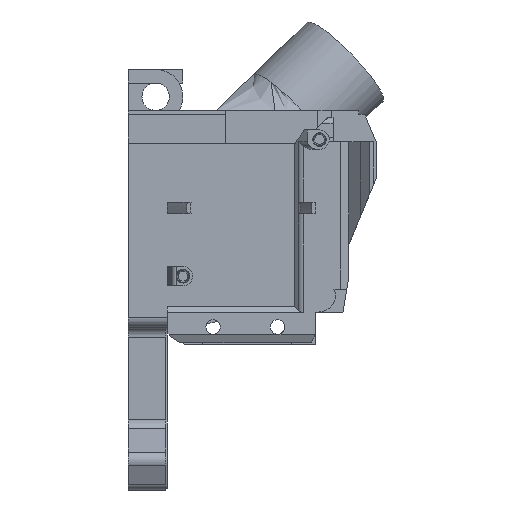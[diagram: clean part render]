
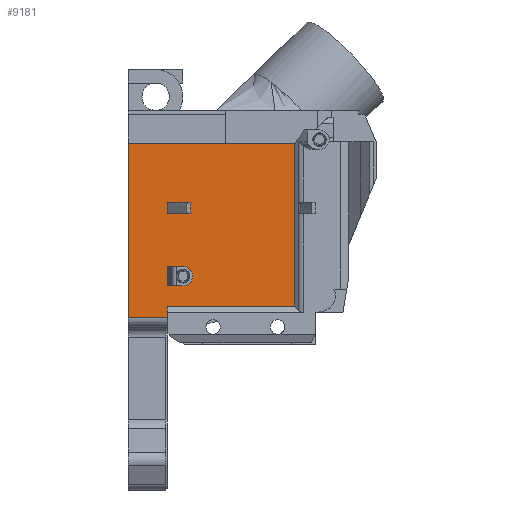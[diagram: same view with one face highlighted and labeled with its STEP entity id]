
A CAD part, left-side view. The second image highlights one B-rep face of the part: STEP entity #9181.
In plain terms, the highlighted planar face has unit normal (-1, 0, 0).
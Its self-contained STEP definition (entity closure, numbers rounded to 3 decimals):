
#72=FACE_BOUND('',#1426,.T.);
#73=FACE_BOUND('',#1427,.T.);
#436=PLANE('',#9941);
#911=FACE_OUTER_BOUND('',#1425,.T.);
#1425=EDGE_LOOP('',(#8231,#8232,#8233,#8234,#8235,#8236));
#1426=EDGE_LOOP('',(#8237,#8238,#8239,#8240));
#1427=EDGE_LOOP('',(#8241,#8242,#8243,#8244));
#1725=CIRCLE('',#9816,2.5);
#1726=CIRCLE('',#9820,15.5);
#1727=CIRCLE('',#9823,21.5);
#2560=LINE('',#17499,#3482);
#2564=LINE('',#17508,#3486);
#2566=LINE('',#17511,#3488);
#2569=LINE('',#17520,#3491);
#2570=LINE('',#17531,#3492);
#2571=LINE('',#17535,#3493);
#2574=LINE('',#17540,#3496);
#2632=LINE('',#17682,#3554);
#2709=LINE('',#17887,#3631);
#2710=LINE('',#17890,#3632);
#2711=LINE('',#17891,#3633);
#3482=VECTOR('',#11811,10.);
#3486=VECTOR('',#11821,10.);
#3488=VECTOR('',#11825,10.);
#3491=VECTOR('',#11834,10.);
#3492=VECTOR('',#11841,10.);
#3493=VECTOR('',#11844,10.);
#3496=VECTOR('',#11849,10.);
#3554=VECTOR('',#12003,10.);
#3631=VECTOR('',#12212,10.);
#3632=VECTOR('',#12215,10.);
#3633=VECTOR('',#12216,10.);
#4428=VERTEX_POINT('',#17497);
#4429=VERTEX_POINT('',#17498);
#4430=VERTEX_POINT('',#17503);
#4431=VERTEX_POINT('',#17507);
#4432=VERTEX_POINT('',#17513);
#4433=VERTEX_POINT('',#17515);
#4434=VERTEX_POINT('',#17519);
#4435=VERTEX_POINT('',#17525);
#4436=VERTEX_POINT('',#17533);
#4437=VERTEX_POINT('',#17534);
#4438=VERTEX_POINT('',#17539);
#4474=VERTEX_POINT('',#17680);
#4530=VERTEX_POINT('',#17885);
#4531=VERTEX_POINT('',#17889);
#5631=EDGE_CURVE('',#4428,#4429,#2560,.T.);
#5634=EDGE_CURVE('',#4430,#4429,#1725,.T.);
#5636=EDGE_CURVE('',#4431,#4430,#2564,.T.);
#5638=EDGE_CURVE('',#4431,#4428,#2566,.T.);
#5640=EDGE_CURVE('',#4433,#4432,#1726,.T.);
#5642=EDGE_CURVE('',#4434,#4433,#2569,.T.);
#5645=EDGE_CURVE('',#4435,#4434,#1727,.T.);
#5646=EDGE_CURVE('',#4432,#4435,#2570,.T.);
#5647=EDGE_CURVE('',#4436,#4437,#2571,.T.);
#5650=EDGE_CURVE('',#4437,#4438,#2574,.F.);
#5722=EDGE_CURVE('',#4438,#4474,#2632,.T.);
#5823=EDGE_CURVE('',#4436,#4530,#2709,.T.);
#5824=EDGE_CURVE('',#4531,#4530,#2710,.T.);
#5825=EDGE_CURVE('',#4474,#4531,#2711,.T.);
#8231=ORIENTED_EDGE('',*,*,#5722,.F.);
#8232=ORIENTED_EDGE('',*,*,#5650,.F.);
#8233=ORIENTED_EDGE('',*,*,#5647,.F.);
#8234=ORIENTED_EDGE('',*,*,#5823,.T.);
#8235=ORIENTED_EDGE('',*,*,#5824,.F.);
#8236=ORIENTED_EDGE('',*,*,#5825,.F.);
#8237=ORIENTED_EDGE('',*,*,#5646,.T.);
#8238=ORIENTED_EDGE('',*,*,#5645,.T.);
#8239=ORIENTED_EDGE('',*,*,#5642,.T.);
#8240=ORIENTED_EDGE('',*,*,#5640,.T.);
#8241=ORIENTED_EDGE('',*,*,#5638,.F.);
#8242=ORIENTED_EDGE('',*,*,#5636,.T.);
#8243=ORIENTED_EDGE('',*,*,#5634,.T.);
#8244=ORIENTED_EDGE('',*,*,#5631,.F.);
#9181=ADVANCED_FACE('',(#911,#72,#73),#436,.T.);
#9816=AXIS2_PLACEMENT_3D('',#17504,#11816,#11817);
#9820=AXIS2_PLACEMENT_3D('',#17516,#11829,#11830);
#9823=AXIS2_PLACEMENT_3D('',#17529,#11837,#11838);
#9941=AXIS2_PLACEMENT_3D('',#17888,#12213,#12214);
#11811=DIRECTION('',(0.,-1.,0.));
#11816=DIRECTION('center_axis',(1.,0.,0.));
#11817=DIRECTION('ref_axis',(0.,-1.,0.));
#11821=DIRECTION('',(0.,-1.,0.));
#11825=DIRECTION('',(0.,0.,-1.));
#11829=DIRECTION('center_axis',(-1.,0.,0.));
#11830=DIRECTION('ref_axis',(0.,-1.,0.));
#11834=DIRECTION('',(0.,-1.,0.));
#11837=DIRECTION('center_axis',(1.,0.,0.));
#11838=DIRECTION('ref_axis',(0.,1.,0.));
#11841=DIRECTION('',(0.,1.,0.));
#11844=DIRECTION('',(0.,1.,0.));
#11849=DIRECTION('',(0.,0.,1.));
#12003=DIRECTION('',(0.,1.,0.));
#12212=DIRECTION('',(0.,0.,1.));
#12213=DIRECTION('center_axis',(-1.,0.,0.));
#12214=DIRECTION('ref_axis',(0.,-1.,0.));
#12215=DIRECTION('',(0.,-1.,0.));
#12216=DIRECTION('',(0.,0.,1.));
#17497=CARTESIAN_POINT('',(-22.,19.9,67.9));
#17498=CARTESIAN_POINT('',(-22.,16.,67.9));
#17499=CARTESIAN_POINT('',(-22.,19.25,67.9));
#17503=CARTESIAN_POINT('',(-22.,15.751,72.888));
#17504=CARTESIAN_POINT('Origin',(-22.,16.,70.4));
#17507=CARTESIAN_POINT('',(-22.,19.9,72.888));
#17508=CARTESIAN_POINT('',(-22.,-1.968,72.888));
#17511=CARTESIAN_POINT('',(-22.,19.9,76.103));
#17513=CARTESIAN_POINT('',(-22.,13.927,86.4));
#17515=CARTESIAN_POINT('',(-22.,13.927,89.4));
#17516=CARTESIAN_POINT('Origin',(-22.,-1.5,87.9));
#17519=CARTESIAN_POINT('',(-22.,19.948,89.4));
#17520=CARTESIAN_POINT('',(-22.,1.716,89.4));
#17525=CARTESIAN_POINT('',(-22.,19.948,86.4));
#17529=CARTESIAN_POINT('Origin',(-22.,-1.5,87.9));
#17531=CARTESIAN_POINT('',(-22.,1.214,86.4));
#17533=CARTESIAN_POINT('',(-22.,-12.603,62.611));
#17534=CARTESIAN_POINT('',(-22.,20.,62.611));
#17535=CARTESIAN_POINT('',(-22.,-11.216,62.611));
#17539=CARTESIAN_POINT('',(-22.,20.,59.815));
#17540=CARTESIAN_POINT('',(-22.,20.,74.172));
#17680=CARTESIAN_POINT('',(-22.,30.,59.815));
#17682=CARTESIAN_POINT('',(-22.,4.25,59.815));
#17885=CARTESIAN_POINT('',(-22.,-12.603,104.5));
#17887=CARTESIAN_POINT('',(-22.,-12.603,78.769));
#17888=CARTESIAN_POINT('Origin',(-22.,-11.5,84.306));
#17889=CARTESIAN_POINT('',(-22.,30.,104.5));
#17890=CARTESIAN_POINT('',(-22.,-5.125,104.5));
#17891=CARTESIAN_POINT('',(-22.,30.,68.59));
